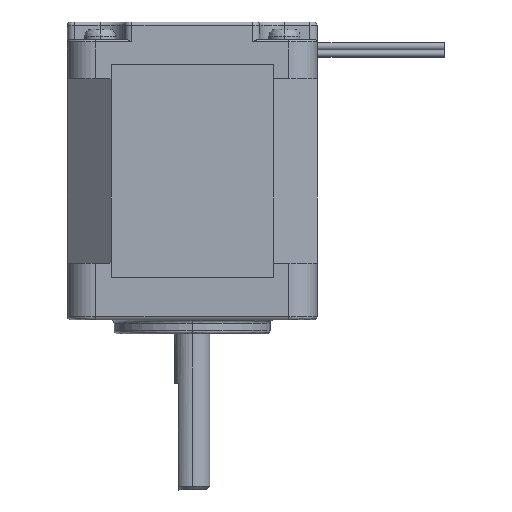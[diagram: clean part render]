
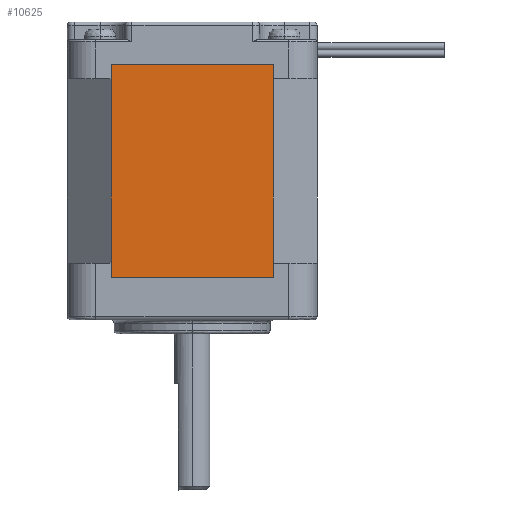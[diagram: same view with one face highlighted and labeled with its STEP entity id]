
A CAD part, left-side view. The second image highlights one B-rep face of the part: STEP entity #10625.
In plain terms, the highlighted planar face has unit normal (-1, 0, 0).
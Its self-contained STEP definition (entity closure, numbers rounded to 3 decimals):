
#12 = VERTEX_POINT ( 'NONE', #7649 ) ;
#534 = VECTOR ( 'NONE', #4149, 1000. ) ;
#888 = DIRECTION ( 'NONE',  ( 0., 0., -1. ) ) ;
#1240 = CARTESIAN_POINT ( 'NONE',  ( -17.605, 0., 6. ) ) ;
#1587 = CARTESIAN_POINT ( 'NONE',  ( -17.605, 11.448, 85.802 ) ) ;
#1852 = PLANE ( 'NONE',  #5031 ) ;
#2243 = ORIENTED_EDGE ( 'NONE', *, *, #11810, .T. ) ;
#2459 = EDGE_CURVE ( 'NONE', #7989, #12, #6423, .T. ) ;
#3255 = LINE ( 'NONE', #9399, #534 ) ;
#3266 = DIRECTION ( 'NONE',  ( 0., 1., 0. ) ) ;
#3459 = VERTEX_POINT ( 'NONE', #4372 ) ;
#3561 = CARTESIAN_POINT ( 'NONE',  ( -17.605, -11.448, 85.802 ) ) ;
#4149 = DIRECTION ( 'NONE',  ( 0., 1., 0. ) ) ;
#4228 = CARTESIAN_POINT ( 'NONE',  ( -17.605, 11.448, 36. ) ) ;
#4372 = CARTESIAN_POINT ( 'NONE',  ( -17.605, -11.448, 6. ) ) ;
#4420 = CARTESIAN_POINT ( 'NONE',  ( -17.605, -11.448, 36. ) ) ;
#4552 = DIRECTION ( 'NONE',  ( 0., 0., -1. ) ) ;
#5031 = AXIS2_PLACEMENT_3D ( 'NONE', #13093, #7011, #888 ) ;
#5772 = EDGE_LOOP ( 'NONE', ( #2243, #12062, #7767, #6561 ) ) ;
#6414 = LINE ( 'NONE', #1240, #11827 ) ;
#6423 = LINE ( 'NONE', #1587, #8814 ) ;
#6561 = ORIENTED_EDGE ( 'NONE', *, *, #8233, .F. ) ;
#7011 = DIRECTION ( 'NONE',  ( 1., 0., 0. ) ) ;
#7649 = CARTESIAN_POINT ( 'NONE',  ( -17.605, 11.448, 6. ) ) ;
#7767 = ORIENTED_EDGE ( 'NONE', *, *, #8844, .F. ) ;
#7989 = VERTEX_POINT ( 'NONE', #4228 ) ;
#8233 = EDGE_CURVE ( 'NONE', #11854, #3459, #11407, .T. ) ;
#8814 = VECTOR ( 'NONE', #9804, 1000. ) ;
#8844 = EDGE_CURVE ( 'NONE', #3459, #12, #6414, .T. ) ;
#9399 = CARTESIAN_POINT ( 'NONE',  ( -17.605, 0., 36. ) ) ;
#9804 = DIRECTION ( 'NONE',  ( 0., 0., -1. ) ) ;
#10625 = ADVANCED_FACE ( 'NONE', ( #12274 ), #1852, .F. ) ;
#11092 = VECTOR ( 'NONE', #4552, 1000. ) ;
#11407 = LINE ( 'NONE', #3561, #11092 ) ;
#11810 = EDGE_CURVE ( 'NONE', #11854, #7989, #3255, .T. ) ;
#11827 = VECTOR ( 'NONE', #3266, 1000. ) ;
#11854 = VERTEX_POINT ( 'NONE', #4420 ) ;
#12062 = ORIENTED_EDGE ( 'NONE', *, *, #2459, .T. ) ;
#12274 = FACE_OUTER_BOUND ( 'NONE', #5772, .T. ) ;
#13093 = CARTESIAN_POINT ( 'NONE',  ( -17.605, 0., 85.802 ) ) ;
